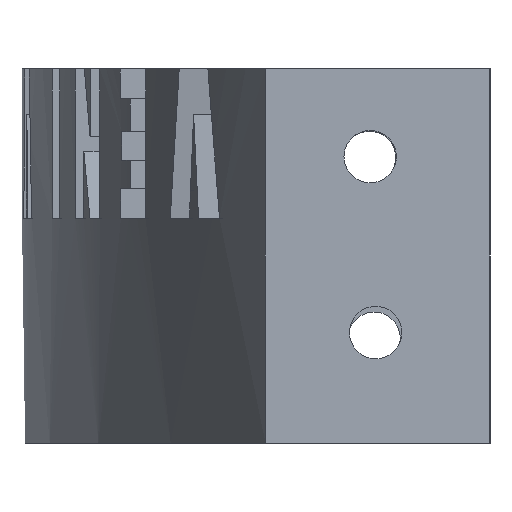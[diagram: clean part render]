
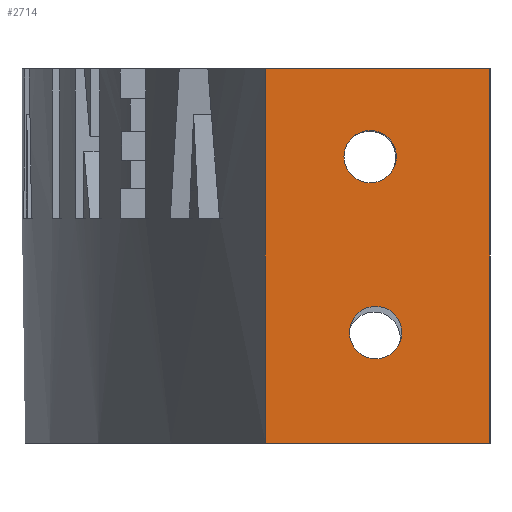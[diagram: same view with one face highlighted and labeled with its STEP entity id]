
A CAD part, left-side view. The second image highlights one B-rep face of the part: STEP entity #2714.
In plain terms, the highlighted planar face has unit normal (-1, 0, 0).
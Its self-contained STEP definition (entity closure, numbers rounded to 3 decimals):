
#27=FACE_BOUND('',#533,.T.);
#28=FACE_BOUND('',#534,.T.);
#248=PLANE('',#2934);
#382=FACE_OUTER_BOUND('',#532,.T.);
#532=EDGE_LOOP('',(#2352,#2353,#2354,#2355));
#533=EDGE_LOOP('',(#2356));
#534=EDGE_LOOP('',(#2357));
#726=LINE('',#6584,#952);
#733=LINE('',#6633,#959);
#744=LINE('',#6656,#970);
#745=LINE('',#6658,#971);
#952=VECTOR('',#3397,10.);
#959=VECTOR('',#3472,10.);
#970=VECTOR('',#3495,10.);
#971=VECTOR('',#3498,10.);
#1016=CIRCLE('',#2762,3.5);
#1018=CIRCLE('',#2765,3.5);
#1094=VERTEX_POINT('',#3604);
#1096=VERTEX_POINT('',#3610);
#1311=VERTEX_POINT('',#6581);
#1312=VERTEX_POINT('',#6583);
#1320=VERTEX_POINT('',#6631);
#1326=VERTEX_POINT('',#6654);
#1367=EDGE_CURVE('',#1094,#1094,#1016,.T.);
#1370=EDGE_CURVE('',#1096,#1096,#1018,.T.);
#1670=EDGE_CURVE('',#1311,#1312,#726,.T.);
#1700=EDGE_CURVE('',#1320,#1311,#733,.T.);
#1712=EDGE_CURVE('',#1326,#1312,#744,.T.);
#1713=EDGE_CURVE('',#1320,#1326,#745,.T.);
#2352=ORIENTED_EDGE('',*,*,#1713,.T.);
#2353=ORIENTED_EDGE('',*,*,#1712,.T.);
#2354=ORIENTED_EDGE('',*,*,#1670,.F.);
#2355=ORIENTED_EDGE('',*,*,#1700,.F.);
#2356=ORIENTED_EDGE('',*,*,#1367,.T.);
#2357=ORIENTED_EDGE('',*,*,#1370,.T.);
#2714=ADVANCED_FACE('',(#382,#27,#28),#248,.T.);
#2762=AXIS2_PLACEMENT_3D('',#3606,#2971,#2972);
#2765=AXIS2_PLACEMENT_3D('',#3612,#2978,#2979);
#2934=AXIS2_PLACEMENT_3D('',#6657,#3496,#3497);
#2971=DIRECTION('center_axis',(1.,0.,0.));
#2972=DIRECTION('ref_axis',(0.,1.,0.));
#2978=DIRECTION('center_axis',(1.,0.,0.));
#2979=DIRECTION('ref_axis',(0.,1.,0.));
#3397=DIRECTION('',(0.,-1.,0.));
#3472=DIRECTION('',(0.,0.,1.));
#3495=DIRECTION('',(0.,0.,1.));
#3496=DIRECTION('center_axis',(-1.,0.,0.));
#3497=DIRECTION('ref_axis',(0.,-1.,0.));
#3498=DIRECTION('',(0.,-1.,0.));
#3604=CARTESIAN_POINT('',(0.,-18.229,14.765));
#3606=CARTESIAN_POINT('Origin',(0.,-14.729,14.765));
#3610=CARTESIAN_POINT('',(0.,-17.485,38.27));
#3612=CARTESIAN_POINT('Origin',(0.,-13.985,38.27));
#6581=CARTESIAN_POINT('',(0.,0.,50.));
#6583=CARTESIAN_POINT('',(0.,-30.,50.));
#6584=CARTESIAN_POINT('',(0.,0.,50.));
#6631=CARTESIAN_POINT('',(0.,0.,0.));
#6633=CARTESIAN_POINT('',(0.,0.,0.));
#6654=CARTESIAN_POINT('',(0.,-30.,0.));
#6656=CARTESIAN_POINT('',(0.,-30.,0.));
#6657=CARTESIAN_POINT('Origin',(0.,0.,0.));
#6658=CARTESIAN_POINT('',(0.,0.,0.));
